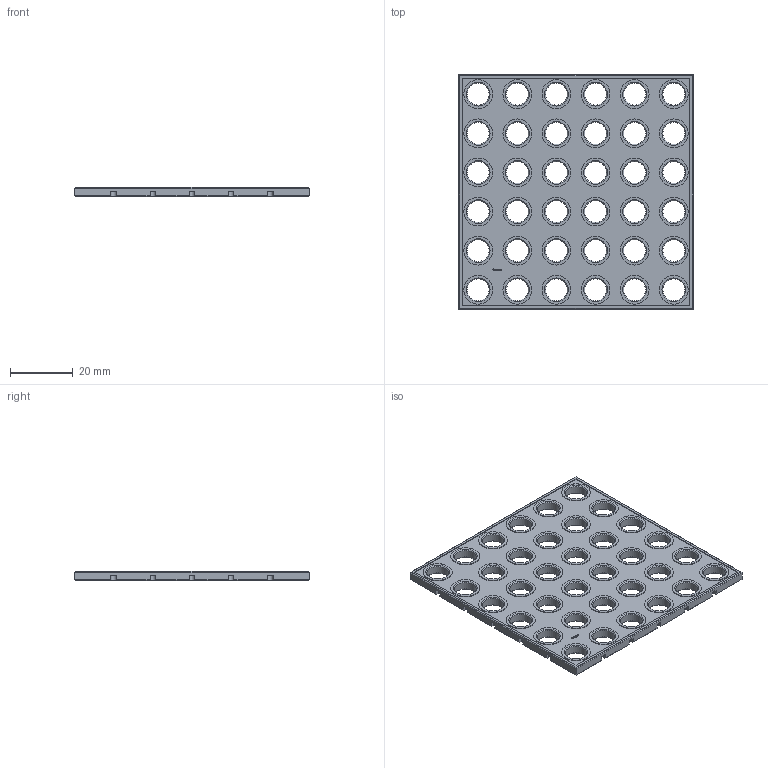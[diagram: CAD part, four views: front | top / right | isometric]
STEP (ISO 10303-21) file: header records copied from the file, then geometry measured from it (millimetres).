
FILE_DESCRIPTION(('FreeCAD Model'),'2;1');
FILE_NAME('Open CASCADE Shape Model','2024-02-25T16:35:47',(''),(''), 'Open CASCADE STEP processor 7.6','FreeCAD','Unknown');
FILE_SCHEMA(('AUTOMOTIVE_DESIGN { 1 0 10303 214 1 1 1 1 }'));
Products named in the file (1): Plate SQR CRNS BU06x00.25 - SPN-PLT-0065 (stemfie.org)
Bounding box: 75 x 75 x 3.12 mm (x, y, z)
Volume: 11929.3 mm3; surface area: 12406.2 mm2
Topology: 1 solids, 1 shells, 1008 faces, 2731 edges, 1794 vertices
Faces by surface type: plane 554, cylinder 212, extrusion 170, cone 72
Full cylindrical faces by diameter (mm): 7 x36, 9.2 x36
Entity records: 68221 total; most frequent: CARTESIAN_POINT 15121, DIRECTION 9081, VECTOR 6059, LINE 5889, ORIENTED_EDGE 5462, PCURVE 5462, DEFINITIONAL_REPRESENTATION 5462, EDGE_CURVE 2731
